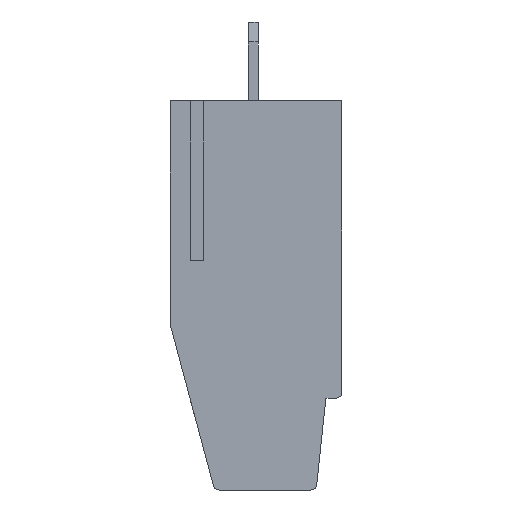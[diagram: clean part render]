
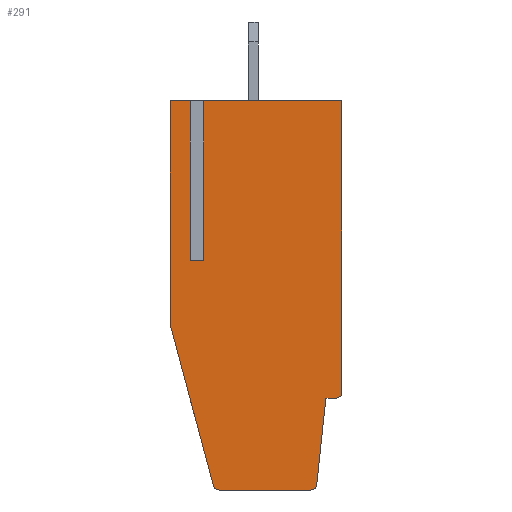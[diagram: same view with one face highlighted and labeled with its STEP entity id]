
A CAD part, front view. The second image highlights one B-rep face of the part: STEP entity #291.
In plain terms, the highlighted planar face has unit normal (0, -1, 0).
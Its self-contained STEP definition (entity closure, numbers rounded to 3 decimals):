
#291 = ADVANCED_FACE( '', ( #827 ), #828, .T. );
#827 = FACE_OUTER_BOUND( '', #1626, .T. );
#828 = PLANE( '', #1627 );
#1626 = EDGE_LOOP( '', ( #2448, #2449, #2450, #2451, #2452, #2453, #2454, #2455, #2456, #2457, #2458, #2459, #2460, #2461 ) );
#1627 = AXIS2_PLACEMENT_3D( '', #2462, #2463, #2464 );
#2448 = ORIENTED_EDGE( '', *, *, #4870, .T. );
#2449 = ORIENTED_EDGE( '', *, *, #4859, .T. );
#2450 = ORIENTED_EDGE( '', *, *, #4871, .T. );
#2451 = ORIENTED_EDGE( '', *, *, #4872, .T. );
#2452 = ORIENTED_EDGE( '', *, *, #4873, .T. );
#2453 = ORIENTED_EDGE( '', *, *, #4874, .F. );
#2454 = ORIENTED_EDGE( '', *, *, #4875, .T. );
#2455 = ORIENTED_EDGE( '', *, *, #4876, .F. );
#2456 = ORIENTED_EDGE( '', *, *, #4877, .T. );
#2457 = ORIENTED_EDGE( '', *, *, #4878, .T. );
#2458 = ORIENTED_EDGE( '', *, *, #4879, .F. );
#2459 = ORIENTED_EDGE( '', *, *, #4880, .T. );
#2460 = ORIENTED_EDGE( '', *, *, #4881, .T. );
#2461 = ORIENTED_EDGE( '', *, *, #4882, .T. );
#2462 = CARTESIAN_POINT( '', ( 2.3, -15.82, 0. ) );
#2463 = DIRECTION( '', ( 0., -1., 0. ) );
#2464 = DIRECTION( '', ( -1., 0., 0. ) );
#4859 = EDGE_CURVE( '', #5831, #5835, #5837, .T. );
#4870 = EDGE_CURVE( '', #5854, #5831, #5855, .T. );
#4871 = EDGE_CURVE( '', #5835, #5856, #5857, .T. );
#4872 = EDGE_CURVE( '', #5856, #5858, #5859, .F. );
#4873 = EDGE_CURVE( '', #5858, #5860, #5861, .F. );
#4874 = EDGE_CURVE( '', #5862, #5860, #5863, .T. );
#4875 = EDGE_CURVE( '', #5862, #5864, #5865, .F. );
#4876 = EDGE_CURVE( '', #5866, #5864, #5867, .T. );
#4877 = EDGE_CURVE( '', #5866, #5868, #5869, .F. );
#4878 = EDGE_CURVE( '', #5868, #5870, #5871, .F. );
#4879 = EDGE_CURVE( '', #5872, #5870, #5873, .F. );
#4880 = EDGE_CURVE( '', #5872, #5874, #5875, .F. );
#4881 = EDGE_CURVE( '', #5874, #5876, #5877, .T. );
#4882 = EDGE_CURVE( '', #5876, #5854, #5878, .T. );
#5831 = VERTEX_POINT( '', #7268 );
#5835 = VERTEX_POINT( '', #7274 );
#5837 = LINE( '', #7277, #7278 );
#5854 = VERTEX_POINT( '', #7302 );
#5855 = LINE( '', #7303, #7304 );
#5856 = VERTEX_POINT( '', #7305 );
#5857 = LINE( '', #7306, #7307 );
#5858 = VERTEX_POINT( '', #7308 );
#5859 = LINE( '', #7309, #7310 );
#5860 = VERTEX_POINT( '', #7311 );
#5861 = LINE( '', #7312, #7313 );
#5862 = VERTEX_POINT( '', #7314 );
#5863 = CIRCLE( '', #7315, 0.3 );
#5864 = VERTEX_POINT( '', #7316 );
#5865 = LINE( '', #7317, #7318 );
#5866 = VERTEX_POINT( '', #7319 );
#5867 = CIRCLE( '', #7320, 0.3 );
#5868 = VERTEX_POINT( '', #7321 );
#5869 = LINE( '', #7322, #7323 );
#5870 = VERTEX_POINT( '', #7324 );
#5871 = LINE( '', #7325, #7326 );
#5872 = VERTEX_POINT( '', #7327 );
#5873 = CIRCLE( '', #7328, 0.3 );
#5874 = VERTEX_POINT( '', #7329 );
#5875 = LINE( '', #7330, #7331 );
#5876 = VERTEX_POINT( '', #7332 );
#5877 = LINE( '', #7333, #7334 );
#5878 = LINE( '', #7335, #7336 );
#7268 = CARTESIAN_POINT( '', ( 1.01, -15.82, -8. ) );
#7274 = CARTESIAN_POINT( '', ( 1.01, -15.82, 0. ) );
#7277 = CARTESIAN_POINT( '', ( 1.01, -15.82, 0. ) );
#7278 = VECTOR( '', #9406, 1000. );
#7302 = CARTESIAN_POINT( '', ( 1.69, -15.82, -8. ) );
#7303 = CARTESIAN_POINT( '', ( 0.82, -15.82, -8. ) );
#7304 = VECTOR( '', #9414, 1000. );
#7305 = CARTESIAN_POINT( '', ( 0., -15.82, 0. ) );
#7306 = CARTESIAN_POINT( '', ( 2.3, -15.82, 0. ) );
#7307 = VECTOR( '', #9415, 1000. );
#7308 = CARTESIAN_POINT( '', ( 0., -15.82, -11.2 ) );
#7309 = CARTESIAN_POINT( '', ( 0., -15.82, 0. ) );
#7310 = VECTOR( '', #9416, 1000. );
#7311 = CARTESIAN_POINT( '', ( 2.164, -15.82, -19.278 ) );
#7312 = CARTESIAN_POINT( '', ( -2.646, -15.82, -1.325 ) );
#7313 = VECTOR( '', #9417, 1000. );
#7314 = CARTESIAN_POINT( '', ( 2.454, -15.82, -19.5 ) );
#7315 = AXIS2_PLACEMENT_3D( '', #9418, #9419, #9420 );
#7316 = CARTESIAN_POINT( '', ( 7.046, -15.82, -19.5 ) );
#7317 = CARTESIAN_POINT( '', ( 7.317, -15.82, -19.5 ) );
#7318 = VECTOR( '', #9421, 1000. );
#7319 = CARTESIAN_POINT( '', ( 7.345, -15.82, -19.231 ) );
#7320 = AXIS2_PLACEMENT_3D( '', #9422, #9423, #9424 );
#7321 = CARTESIAN_POINT( '', ( 7.8, -15.82, -14.9 ) );
#7322 = CARTESIAN_POINT( '', ( 7.8, -15.82, -14.9 ) );
#7323 = VECTOR( '', #9425, 1000. );
#7324 = CARTESIAN_POINT( '', ( 8.3, -15.82, -14.9 ) );
#7325 = CARTESIAN_POINT( '', ( 2.3, -15.82, -14.9 ) );
#7326 = VECTOR( '', #9426, 1000. );
#7327 = CARTESIAN_POINT( '', ( 8.6, -15.82, -14.6 ) );
#7328 = AXIS2_PLACEMENT_3D( '', #9427, #9428, #9429 );
#7329 = CARTESIAN_POINT( '', ( 8.6, -15.82, 0. ) );
#7330 = CARTESIAN_POINT( '', ( 8.6, -15.82, 0. ) );
#7331 = VECTOR( '', #9430, 1000. );
#7332 = CARTESIAN_POINT( '', ( 1.69, -15.82, 0. ) );
#7333 = CARTESIAN_POINT( '', ( 2.3, -15.82, 0. ) );
#7334 = VECTOR( '', #9431, 1000. );
#7335 = CARTESIAN_POINT( '', ( 1.69, -15.82, -8. ) );
#7336 = VECTOR( '', #9432, 1000. );
#9406 = DIRECTION( '', ( 0., 0., 1. ) );
#9414 = DIRECTION( '', ( -1., 0., 0. ) );
#9415 = DIRECTION( '', ( -1., 0., 0. ) );
#9416 = DIRECTION( '', ( 0., 0., 1. ) );
#9417 = DIRECTION( '', ( -0.259, 0., 0.966 ) );
#9418 = CARTESIAN_POINT( '', ( 2.454, -15.82, -19.2 ) );
#9419 = DIRECTION( '', ( 0., 1., 0. ) );
#9420 = DIRECTION( '', ( 1., 0., 0. ) );
#9421 = DIRECTION( '', ( -1., 0., 0. ) );
#9422 = CARTESIAN_POINT( '', ( 7.046, -15.82, -19.2 ) );
#9423 = DIRECTION( '', ( 0., 1., 0. ) );
#9424 = DIRECTION( '', ( 1., 0., 0. ) );
#9425 = DIRECTION( '', ( -0.105, 0., -0.995 ) );
#9426 = DIRECTION( '', ( -1., 0., 0. ) );
#9427 = CARTESIAN_POINT( '', ( 8.3, -15.82, -14.6 ) );
#9428 = DIRECTION( '', ( 0., -1., 0. ) );
#9429 = DIRECTION( '', ( -1., 0., 0. ) );
#9430 = DIRECTION( '', ( 0., 0., -1. ) );
#9431 = DIRECTION( '', ( -1., 0., 0. ) );
#9432 = DIRECTION( '', ( 0., 0., -1. ) );
